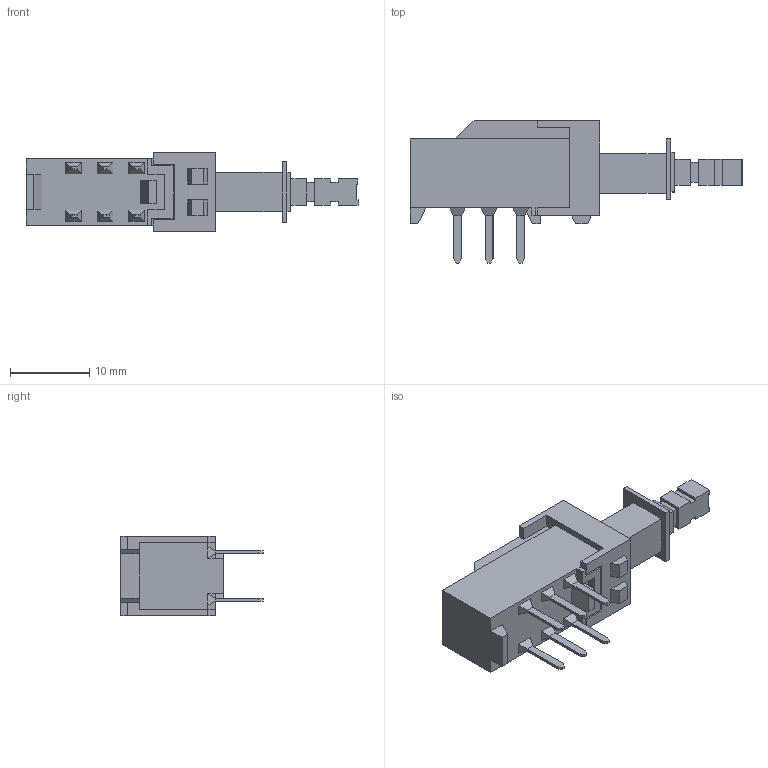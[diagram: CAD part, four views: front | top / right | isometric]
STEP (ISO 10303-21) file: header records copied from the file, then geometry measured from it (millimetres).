
FILE_DESCRIPTION (( 'STEP AP214' ), '1' );
FILE_NAME ('SPUN192600.STEP', '2023-12-21T10:07:43', ( '' ), ( '' ), 'SwSTEP 2.0', 'SolidWorks 2023', '' );
FILE_SCHEMA (( 'AUTOMOTIVE_DESIGN' ));
Length unit declared in the file: millimetre
Products named in the file (1): SPUN192600
Bounding box: 42 x 18 x 10 mm (x, y, z)
Volume: 2536.8 mm3; surface area: 1816.7 mm2
Topology: 1 solids, 1 shells, 174 faces, 440 edges, 284 vertices
Faces by surface type: plane 174
Entity records: 7017 total; most frequent: CARTESIAN_POINT 899, ORIENTED_EDGE 880, DIRECTION 790, VECTOR 440, LINE 440, EDGE_CURVE 440, VERTEX_POINT 284, EDGE_LOOP 190
